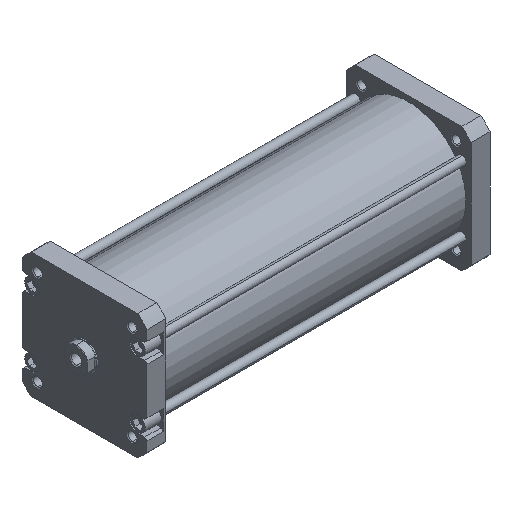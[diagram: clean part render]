
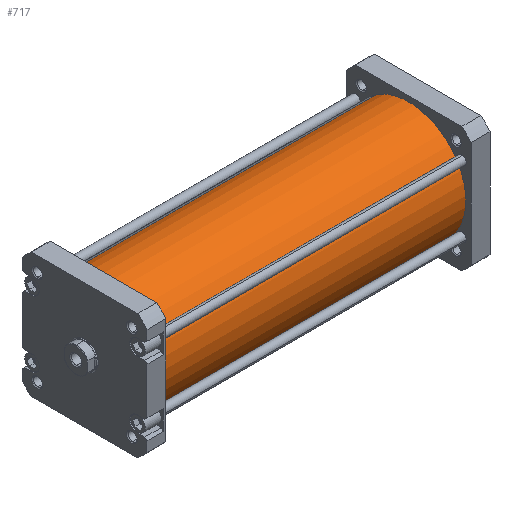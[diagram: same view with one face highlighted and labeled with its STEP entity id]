
A CAD part, isometric view. The second image highlights one B-rep face of the part: STEP entity #717.
In plain terms, the highlighted cylindrical face has radius 66.5 mm (diameter 133 mm), a partial arc.
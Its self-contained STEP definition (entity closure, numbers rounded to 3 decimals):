
#214 = VERTEX_POINT ( 'NONE', #3981 ) ;
#215 = VERTEX_POINT ( 'NONE', #3982 ) ;
#220 = VERTEX_POINT ( 'NONE', #3987 ) ;
#221 = VERTEX_POINT ( 'NONE', #3988 ) ;
#717 = ADVANCED_FACE ( 'NONE', ( #2536 ), #2535, .T. ) ;
#1408 = EDGE_CURVE ( 'NONE', #214, #215, #5321, .T. ) ;
#1409 = EDGE_CURVE ( 'NONE', #215, #220, #5327, .T. ) ;
#1418 = EDGE_CURVE ( 'NONE', #221, #220, #5335, .T. ) ;
#1420 = EDGE_CURVE ( 'NONE', #214, #221, #5341, .T. ) ;
#2015 = AXIS2_PLACEMENT_3D ( 'NONE', #4259, #4253, #4186 ) ;
#2280 = AXIS2_PLACEMENT_3D ( 'NONE', #5157, #5159, #5160 ) ;
#2284 = AXIS2_PLACEMENT_3D ( 'NONE', #5181, #5188, #5189 ) ;
#2535 = CYLINDRICAL_SURFACE ( 'NONE', #2015, 66.5 ) ;
#2536 = FACE_OUTER_BOUND ( 'NONE', #3155, .T. ) ;
#2637 = ORIENTED_EDGE ( 'NONE', *, *, #1420, .F. ) ;
#2645 = ORIENTED_EDGE ( 'NONE', *, *, #1418, .F. ) ;
#2747 = ORIENTED_EDGE ( 'NONE', *, *, #1409, .T. ) ;
#2806 = ORIENTED_EDGE ( 'NONE', *, *, #1408, .T. ) ;
#3155 = EDGE_LOOP ( 'NONE', ( #2645, #2637, #2806, #2747 ) ) ;
#3981 = CARTESIAN_POINT ( 'NONE',  ( -66.5, 0., 354. ) ) ;
#3982 = CARTESIAN_POINT ( 'NONE',  ( -66.5, 0., 0. ) ) ;
#3987 = CARTESIAN_POINT ( 'NONE',  ( 66.5, 0., 0. ) ) ;
#3988 = CARTESIAN_POINT ( 'NONE',  ( 66.5, 0., 354. ) ) ;
#4186 = DIRECTION ( 'NONE',  ( -1., 0., 0. ) ) ;
#4253 = DIRECTION ( 'NONE',  ( 0., 0., -1. ) ) ;
#4259 = CARTESIAN_POINT ( 'NONE',  ( 0., 0., 354. ) ) ;
#5153 = CARTESIAN_POINT ( 'NONE',  ( -66.5, 0., 354. ) ) ;
#5156 = DIRECTION ( 'NONE',  ( 0., 0., -1. ) ) ;
#5157 = CARTESIAN_POINT ( 'NONE',  ( 0., 0., 0. ) ) ;
#5159 = DIRECTION ( 'NONE',  ( 0., 0., 1. ) ) ;
#5160 = DIRECTION ( 'NONE',  ( 1., 0., 0. ) ) ;
#5180 = CARTESIAN_POINT ( 'NONE',  ( 66.5, 0., 354. ) ) ;
#5181 = CARTESIAN_POINT ( 'NONE',  ( 0., 0., 354. ) ) ;
#5184 = DIRECTION ( 'NONE',  ( 0., 0., -1. ) ) ;
#5188 = DIRECTION ( 'NONE',  ( 0., 0., 1. ) ) ;
#5189 = DIRECTION ( 'NONE',  ( 1., 0., 0. ) ) ;
#5321 = LINE ( 'NONE', #5153, #5324 ) ;
#5324 = VECTOR ( 'NONE', #5156, 1000. ) ;
#5327 = CIRCLE ( 'NONE', #2280, 66.5 ) ;
#5335 = LINE ( 'NONE', #5180, #5338 ) ;
#5338 = VECTOR ( 'NONE', #5184, 1000. ) ;
#5341 = CIRCLE ( 'NONE', #2284, 66.5 ) ;
